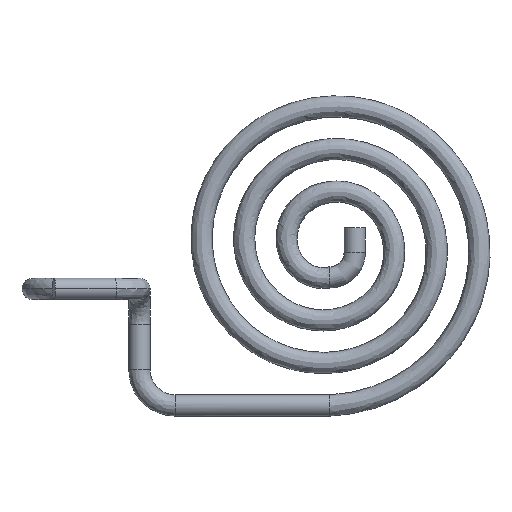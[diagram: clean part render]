
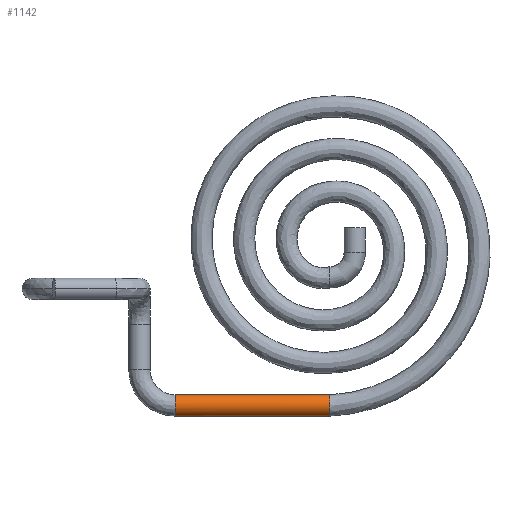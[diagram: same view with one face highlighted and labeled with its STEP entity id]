
A CAD part, left-side view. The second image highlights one B-rep face of the part: STEP entity #1142.
In plain terms, the highlighted free-form (B-spline) face has degree [3, 1] with [15, 2] control points.
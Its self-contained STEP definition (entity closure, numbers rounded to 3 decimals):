
#44 = CARTESIAN_POINT ( 'NONE',  ( 122.29, -5.65, -9.974 ) ) ;
#81 = CARTESIAN_POINT ( 'NONE',  ( 122.29, -1.3, -9.576 ) ) ;
#114 = CARTESIAN_POINT ( 'NONE',  ( 122.221, -5.65, -9.745 ) ) ;
#119 = CARTESIAN_POINT ( 'NONE',  ( 122.356, -1.3, -9.519 ) ) ;
#249 = VERTEX_POINT ( 'NONE', #3364 ) ;
#284 = EDGE_CURVE ( 'NONE', #2450, #1923, #2487, .T. ) ;
#318 = CARTESIAN_POINT ( 'NONE',  ( 122.219, -1.3, -9.818 ) ) ;
#325 = CARTESIAN_POINT ( 'NONE',  ( 122.52, -5.65, -10.075 ) ) ;
#337 = CARTESIAN_POINT ( 'NONE',  ( 122.356, -1.3, -10.031 ) ) ;
#356 = CARTESIAN_POINT ( 'NONE',  ( 122.356, -5.65, -9.519 ) ) ;
#370 = CARTESIAN_POINT ( 'NONE',  ( 122.231, -5.65, -9.695 ) ) ;
#371 = CARTESIAN_POINT ( 'NONE',  ( 122.244, -1.3, -9.649 ) ) ;
#395 = CARTESIAN_POINT ( 'NONE',  ( 122.493, -5.65, -9.475 ) ) ;
#473 = CARTESIAN_POINT ( 'NONE',  ( 122.356, -5.65, -10.031 ) ) ;
#528 = VERTEX_POINT ( 'NONE', #602 ) ;
#548 = CARTESIAN_POINT ( 'NONE',  ( 122.254, -5.65, -9.633 ) ) ;
#602 = CARTESIAN_POINT ( 'NONE',  ( 122.221, -5.65, -9.752 ) ) ;
#605 = CARTESIAN_POINT ( 'NONE',  ( 122.52, -5.65, -10.075 ) ) ;
#610 = CARTESIAN_POINT ( 'NONE',  ( 122.52, -1.3, -10.075 ) ) ;
#614 = CARTESIAN_POINT ( 'NONE',  ( 122.29, -1.3, -9.974 ) ) ;
#686 = CARTESIAN_POINT ( 'NONE',  ( 122.52, -5.65, -10.075 ) ) ;
#699 = CARTESIAN_POINT ( 'NONE',  ( 122.52, -1.3, -9.475 ) ) ;
#778 = CARTESIAN_POINT ( 'NONE',  ( 122.221, -5.65, -9.752 ) ) ;
#816 = CARTESIAN_POINT ( 'NONE',  ( 122.237, -5.65, -9.677 ) ) ;
#822 = CARTESIAN_POINT ( 'NONE',  ( 122.52, -5.65, -9.475 ) ) ;
#886 = CARTESIAN_POINT ( 'NONE',  ( 122.244, -1.3, -9.649 ) ) ;
#903 = FACE_OUTER_BOUND ( 'NONE', #2518, .T. ) ;
#910 = DIRECTION ( 'NONE',  ( 0., 1., 0. ) ) ;
#932 = EDGE_CURVE ( 'NONE', #2944, #528, #1725, .T. ) ;
#934 = CARTESIAN_POINT ( 'NONE',  ( 122.237, -5.65, -9.677 ) ) ;
#975 = CARTESIAN_POINT ( 'NONE',  ( 122.52, -1.3, -10.075 ) ) ;
#1021 = CARTESIAN_POINT ( 'NONE',  ( 122.29, -5.65, -9.974 ) ) ;
#1060 = CARTESIAN_POINT ( 'NONE',  ( 122.221, -5.65, -9.825 ) ) ;
#1104 = LINE ( 'NONE', #822, #2136 ) ;
#1119 = CARTESIAN_POINT ( 'NONE',  ( 122.492, -5.65, -9.475 ) ) ;
#1142 = ADVANCED_FACE ( 'NONE', ( #903 ), #1512, .F. ) ;
#1175 = CARTESIAN_POINT ( 'NONE',  ( 122.52, -5.65, -9.475 ) ) ;
#1228 = VERTEX_POINT ( 'NONE', #1760 ) ;
#1239 = CARTESIAN_POINT ( 'NONE',  ( 122.221, -5.65, -9.752 ) ) ;
#1443 = CARTESIAN_POINT ( 'NONE',  ( 122.244, -5.65, -9.901 ) ) ;
#1484 = CARTESIAN_POINT ( 'NONE',  ( 122.29, -5.65, -9.576 ) ) ;
#1505 = CARTESIAN_POINT ( 'NONE',  ( 122.526, -1.3, -9.475 ) ) ;
#1512 = B_SPLINE_SURFACE_WITH_KNOTS ( 'NONE', 3, 1, ( 
 ( #2032, #1505 ),
 ( #2090, #2868 ),
 ( #395, #2627 ),
 ( #2887, #2849 ),
 ( #356, #119 ),
 ( #1484, #81 ),
 ( #2607, #886 ),
 ( #2331, #2367 ),
 ( #3486, #318 ),
 ( #1443, #2014 ),
 ( #44, #614 ),
 ( #1739, #337 ),
 ( #2679, #3523 ),
 ( #2399, #2975 ),
 ( #686, #975 ) ),
 .UNSPECIFIED., .F., .F., .F.,
 ( 4, 1, 1, 1, 1, 1, 1, 1, 1, 1, 1, 1, 4 ),
 ( 2, 2 ),
 ( 0.025, 0.03, 0.116, 0.201, 0.286, 0.372, 0.457, 0.543, 0.628, 0.714, 0.799, 0.884, 0.97 ),
 ( 0., 1. ),
 .UNSPECIFIED. ) ;
#1520 = CARTESIAN_POINT ( 'NONE',  ( 122.434, -1.3, -9.484 ) ) ;
#1538 = CARTESIAN_POINT ( 'NONE',  ( 122.29, -1.3, -9.576 ) ) ;
#1666 = CARTESIAN_POINT ( 'NONE',  ( 122.434, -1.3, -10.066 ) ) ;
#1675 = CARTESIAN_POINT ( 'NONE',  ( 122.29, -5.65, -9.576 ) ) ;
#1725 = B_SPLINE_CURVE_WITH_KNOTS ( 'NONE', 3,
 ( #2444, #3606, #1951, #473, #1021, #2466, #1060, #3307, #778 ),
 .UNSPECIFIED., .F., .F.,
 ( 4, 1, 1, 1, 1, 1, 4 ),
 ( 0., 0.173, 0.347, 0.52, 0.693, 0.867, 1. ),
 .UNSPECIFIED. ) ;
#1739 = CARTESIAN_POINT ( 'NONE',  ( 122.356, -5.65, -10.031 ) ) ;
#1760 = CARTESIAN_POINT ( 'NONE',  ( 122.52, -1.3, -10.075 ) ) ;
#1885 = ORIENTED_EDGE ( 'NONE', *, *, #2236, .T. ) ;
#1923 = VERTEX_POINT ( 'NONE', #1175 ) ;
#1948 = CARTESIAN_POINT ( 'NONE',  ( 122.24, -5.65, -9.668 ) ) ;
#1951 = CARTESIAN_POINT ( 'NONE',  ( 122.434, -5.65, -10.066 ) ) ;
#1957 = CARTESIAN_POINT ( 'NONE',  ( 122.244, -1.3, -9.901 ) ) ;
#2014 = CARTESIAN_POINT ( 'NONE',  ( 122.244, -1.3, -9.901 ) ) ;
#2032 = CARTESIAN_POINT ( 'NONE',  ( 122.526, -5.65, -9.475 ) ) ;
#2090 = CARTESIAN_POINT ( 'NONE',  ( 122.524, -5.65, -9.475 ) ) ;
#2136 = VECTOR ( 'NONE', #3629, 1000. ) ;
#2142 = CARTESIAN_POINT ( 'NONE',  ( 122.237, -5.65, -9.677 ) ) ;
#2236 = EDGE_CURVE ( 'NONE', #1923, #249, #1104, .T. ) ;
#2240 = CARTESIAN_POINT ( 'NONE',  ( 122.29, -1.3, -9.974 ) ) ;
#2246 = CARTESIAN_POINT ( 'NONE',  ( 122.52, -5.65, -9.475 ) ) ;
#2331 = CARTESIAN_POINT ( 'NONE',  ( 122.219, -5.65, -9.732 ) ) ;
#2345 = CARTESIAN_POINT ( 'NONE',  ( 122.219, -1.3, -9.732 ) ) ;
#2367 = CARTESIAN_POINT ( 'NONE',  ( 122.219, -1.3, -9.732 ) ) ;
#2393 = CARTESIAN_POINT ( 'NONE',  ( 122.492, -1.3, -9.475 ) ) ;
#2399 = CARTESIAN_POINT ( 'NONE',  ( 122.492, -5.65, -10.075 ) ) ;
#2444 = CARTESIAN_POINT ( 'NONE',  ( 122.52, -5.65, -10.075 ) ) ;
#2450 = VERTEX_POINT ( 'NONE', #2142 ) ;
#2466 = CARTESIAN_POINT ( 'NONE',  ( 122.244, -5.65, -9.901 ) ) ;
#2481 = B_SPLINE_CURVE_WITH_KNOTS ( 'NONE', 3,
 ( #610, #3155, #1666, #2795, #2240, #1957, #3085, #2345, #371, #1538, #2642, #1520, #2393, #699 ),
 .UNSPECIFIED., .F., .F.,
 ( 4, 1, 1, 1, 1, 1, 1, 1, 1, 1, 1, 4 ),
 ( 0., 0.091, 0.182, 0.273, 0.364, 0.455, 0.545, 0.636, 0.727, 0.818, 0.909, 1. ),
 .UNSPECIFIED. ) ;
#2487 = B_SPLINE_CURVE_WITH_KNOTS ( 'NONE', 3,
 ( #816, #1948, #548, #1675, #3092, #2801, #1119, #2246 ),
 .UNSPECIFIED., .F., .F.,
 ( 4, 1, 1, 1, 1, 4 ),
 ( 0., 0.077, 0.308, 0.538, 0.769, 1. ),
 .UNSPECIFIED. ) ;
#2518 = EDGE_LOOP ( 'NONE', ( #3279, #1885, #2781, #3563, #2779, #3620 ) ) ;
#2562 = EDGE_CURVE ( 'NONE', #1228, #249, #2481, .T. ) ;
#2607 = CARTESIAN_POINT ( 'NONE',  ( 122.244, -5.65, -9.649 ) ) ;
#2627 = CARTESIAN_POINT ( 'NONE',  ( 122.493, -1.3, -9.475 ) ) ;
#2642 = CARTESIAN_POINT ( 'NONE',  ( 122.356, -1.3, -9.519 ) ) ;
#2679 = CARTESIAN_POINT ( 'NONE',  ( 122.434, -5.65, -10.066 ) ) ;
#2779 = ORIENTED_EDGE ( 'NONE', *, *, #932, .T. ) ;
#2781 = ORIENTED_EDGE ( 'NONE', *, *, #2562, .F. ) ;
#2794 = EDGE_CURVE ( 'NONE', #2944, #1228, #2875, .T. ) ;
#2795 = CARTESIAN_POINT ( 'NONE',  ( 122.356, -1.3, -10.031 ) ) ;
#2801 = CARTESIAN_POINT ( 'NONE',  ( 122.434, -5.65, -9.484 ) ) ;
#2849 = CARTESIAN_POINT ( 'NONE',  ( 122.434, -1.3, -9.484 ) ) ;
#2868 = CARTESIAN_POINT ( 'NONE',  ( 122.524, -1.3, -9.475 ) ) ;
#2875 = LINE ( 'NONE', #605, #3082 ) ;
#2881 = CARTESIAN_POINT ( 'NONE',  ( 122.224, -5.65, -9.72 ) ) ;
#2887 = CARTESIAN_POINT ( 'NONE',  ( 122.434, -5.65, -9.484 ) ) ;
#2944 = VERTEX_POINT ( 'NONE', #325 ) ;
#2975 = CARTESIAN_POINT ( 'NONE',  ( 122.492, -1.3, -10.075 ) ) ;
#3082 = VECTOR ( 'NONE', #910, 1000. ) ;
#3085 = CARTESIAN_POINT ( 'NONE',  ( 122.219, -1.3, -9.818 ) ) ;
#3092 = CARTESIAN_POINT ( 'NONE',  ( 122.356, -5.65, -9.519 ) ) ;
#3155 = CARTESIAN_POINT ( 'NONE',  ( 122.492, -1.3, -10.075 ) ) ;
#3194 = B_SPLINE_CURVE_WITH_KNOTS ( 'NONE', 3,
 ( #1239, #114, #2881, #370, #934 ),
 .UNSPECIFIED., .F., .F.,
 ( 4, 1, 4 ),
 ( 0., 0.258, 1. ),
 .UNSPECIFIED. ) ;
#3279 = ORIENTED_EDGE ( 'NONE', *, *, #284, .T. ) ;
#3307 = CARTESIAN_POINT ( 'NONE',  ( 122.219, -5.65, -9.774 ) ) ;
#3364 = CARTESIAN_POINT ( 'NONE',  ( 122.52, -1.3, -9.475 ) ) ;
#3486 = CARTESIAN_POINT ( 'NONE',  ( 122.219, -5.65, -9.818 ) ) ;
#3523 = CARTESIAN_POINT ( 'NONE',  ( 122.434, -1.3, -10.066 ) ) ;
#3558 = EDGE_CURVE ( 'NONE', #528, #2450, #3194, .T. ) ;
#3563 = ORIENTED_EDGE ( 'NONE', *, *, #2794, .F. ) ;
#3606 = CARTESIAN_POINT ( 'NONE',  ( 122.492, -5.65, -10.075 ) ) ;
#3620 = ORIENTED_EDGE ( 'NONE', *, *, #3558, .T. ) ;
#3629 = DIRECTION ( 'NONE',  ( 0., 1., 0. ) ) ;
